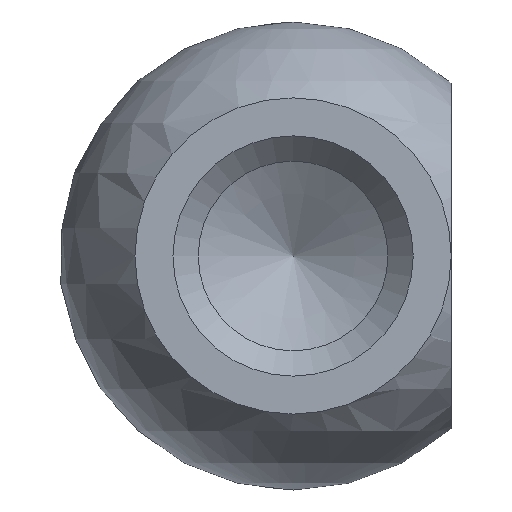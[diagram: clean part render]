
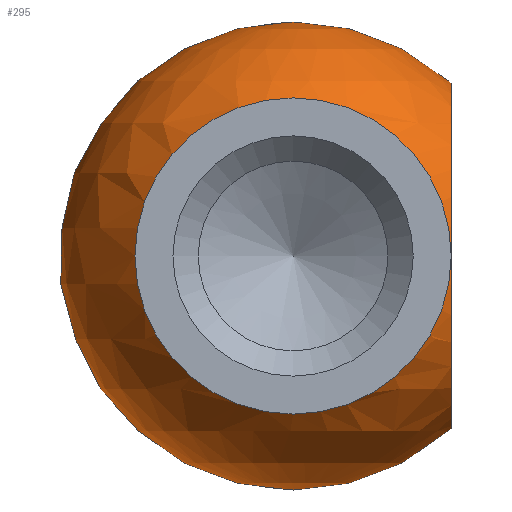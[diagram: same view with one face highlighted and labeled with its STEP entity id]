
A CAD part, front view. The second image highlights one B-rep face of the part: STEP entity #295.
In plain terms, the highlighted spherical face has radius 7.4 mm.
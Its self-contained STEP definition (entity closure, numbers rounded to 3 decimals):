
#29 = CIRCLE ( 'NONE', #94, 5.455 ) ;
#30 = EDGE_LOOP ( 'NONE', ( #56, #252 ) ) ;
#56 = ORIENTED_EDGE ( 'NONE', *, *, #176, .F. ) ;
#57 = DIRECTION ( 'NONE',  ( 1., 0., 0. ) ) ;
#73 = DIRECTION ( 'NONE',  ( 1., 0., 0. ) ) ;
#94 = AXIS2_PLACEMENT_3D ( 'NONE', #253, #57, #226 ) ;
#100 = DIRECTION ( 'NONE',  ( 1., 0., 0. ) ) ;
#110 = VERTEX_POINT ( 'NONE', #299 ) ;
#132 = DIRECTION ( 'NONE',  ( 0., 0., 1. ) ) ;
#138 = AXIS2_PLACEMENT_3D ( 'NONE', #188, #132, #100 ) ;
#176 = EDGE_CURVE ( 'NONE', #110, #110, #346, .T. ) ;
#181 = SPHERICAL_SURFACE ( 'NONE', #138, 7.4 ) ;
#188 = CARTESIAN_POINT ( 'NONE',  ( 0., 0., 0. ) ) ;
#192 = EDGE_CURVE ( 'NONE', #110, #110, #29, .T. ) ;
#226 = DIRECTION ( 'NONE',  ( 0., -1., 0. ) ) ;
#240 = CARTESIAN_POINT ( 'NONE',  ( 0., -5.455, 0. ) ) ;
#251 = AXIS2_PLACEMENT_3D ( 'NONE', #240, #347, #73 ) ;
#252 = ORIENTED_EDGE ( 'NONE', *, *, #192, .F. ) ;
#253 = CARTESIAN_POINT ( 'NONE',  ( 5., 0., 0. ) ) ;
#295 = ADVANCED_FACE ( 'NONE', ( #320 ), #181, .T. ) ;
#299 = CARTESIAN_POINT ( 'NONE',  ( 5., -5.455, 0. ) ) ;
#320 = FACE_OUTER_BOUND ( 'NONE', #30, .T. ) ;
#346 = CIRCLE ( 'NONE', #251, 5. ) ;
#347 = DIRECTION ( 'NONE',  ( 0., -1., 0. ) ) ;
